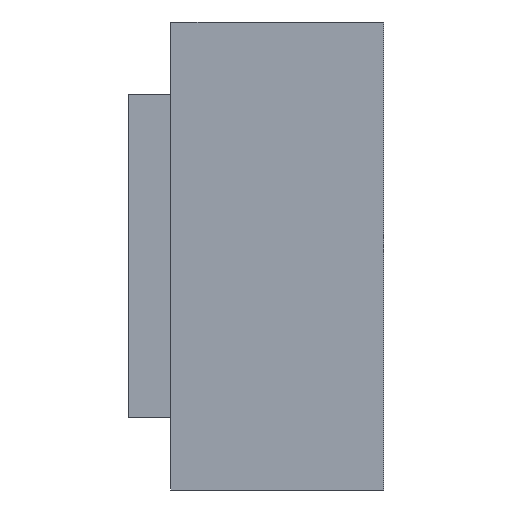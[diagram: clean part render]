
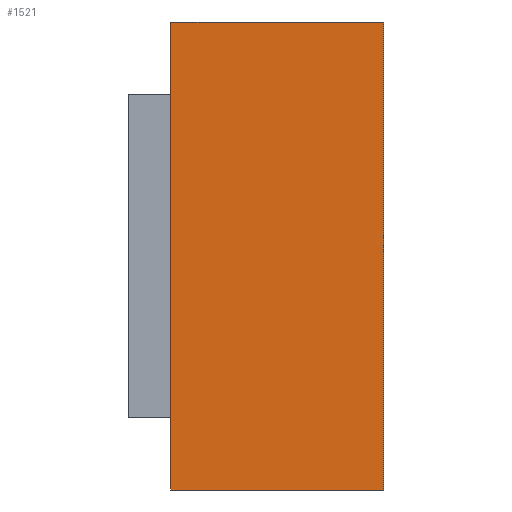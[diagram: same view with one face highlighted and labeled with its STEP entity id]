
A CAD part, left-side view. The second image highlights one B-rep face of the part: STEP entity #1521.
In plain terms, the highlighted planar face has unit normal (-1, 0, 0).
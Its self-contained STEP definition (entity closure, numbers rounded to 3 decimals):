
#2 = DIRECTION ( 'NONE',  ( 0., 0., -1. ) ) ;
#120 = CARTESIAN_POINT ( 'NONE',  ( -44.678, 25., -0.753 ) ) ;
#125 = DIRECTION ( 'NONE',  ( 0., 1., 0. ) ) ;
#238 = VERTEX_POINT ( 'NONE', #1789 ) ;
#263 = CARTESIAN_POINT ( 'NONE',  ( -44.678, 0., 54.247 ) ) ;
#300 = ORIENTED_EDGE ( 'NONE', *, *, #1025, .F. ) ;
#375 = PLANE ( 'NONE',  #686 ) ;
#397 = LINE ( 'NONE', #1758, #863 ) ;
#408 = CARTESIAN_POINT ( 'NONE',  ( -44.678, 0., -0.753 ) ) ;
#485 = LINE ( 'NONE', #120, #1568 ) ;
#578 = LINE ( 'NONE', #944, #1532 ) ;
#672 = DIRECTION ( 'NONE',  ( -1., 0., 0. ) ) ;
#677 = EDGE_CURVE ( 'NONE', #1109, #238, #397, .T. ) ;
#686 = AXIS2_PLACEMENT_3D ( 'NONE', #1002, #672, #1151 ) ;
#789 = CARTESIAN_POINT ( 'NONE',  ( -44.678, 0., 4.247 ) ) ;
#848 = VERTEX_POINT ( 'NONE', #408 ) ;
#863 = VECTOR ( 'NONE', #1911, 1000. ) ;
#867 = ORIENTED_EDGE ( 'NONE', *, *, #677, .T. ) ;
#909 = ORIENTED_EDGE ( 'NONE', *, *, #999, .T. ) ;
#922 = CARTESIAN_POINT ( 'NONE',  ( -44.678, 25., 54.247 ) ) ;
#944 = CARTESIAN_POINT ( 'NONE',  ( -44.678, 25., 54.247 ) ) ;
#999 = EDGE_CURVE ( 'NONE', #1695, #1109, #578, .T. ) ;
#1002 = CARTESIAN_POINT ( 'NONE',  ( -44.678, 25., 4.247 ) ) ;
#1025 = EDGE_CURVE ( 'NONE', #1695, #848, #1324, .T. ) ;
#1103 = VECTOR ( 'NONE', #2, 1000. ) ;
#1109 = VERTEX_POINT ( 'NONE', #922 ) ;
#1151 = DIRECTION ( 'NONE',  ( 0., 0., 1. ) ) ;
#1155 = EDGE_CURVE ( 'NONE', #848, #238, #485, .T. ) ;
#1324 = LINE ( 'NONE', #789, #1103 ) ;
#1468 = FACE_OUTER_BOUND ( 'NONE', #1578, .T. ) ;
#1521 = ADVANCED_FACE ( 'NONE', ( #1468 ), #375, .T. ) ;
#1532 = VECTOR ( 'NONE', #1576, 1000. ) ;
#1568 = VECTOR ( 'NONE', #125, 1000. ) ;
#1576 = DIRECTION ( 'NONE',  ( 0., 1., 0. ) ) ;
#1578 = EDGE_LOOP ( 'NONE', ( #1634, #300, #909, #867 ) ) ;
#1634 = ORIENTED_EDGE ( 'NONE', *, *, #1155, .F. ) ;
#1695 = VERTEX_POINT ( 'NONE', #263 ) ;
#1758 = CARTESIAN_POINT ( 'NONE',  ( -44.678, 25., 4.247 ) ) ;
#1789 = CARTESIAN_POINT ( 'NONE',  ( -44.678, 25., -0.753 ) ) ;
#1911 = DIRECTION ( 'NONE',  ( 0., 0., -1. ) ) ;
